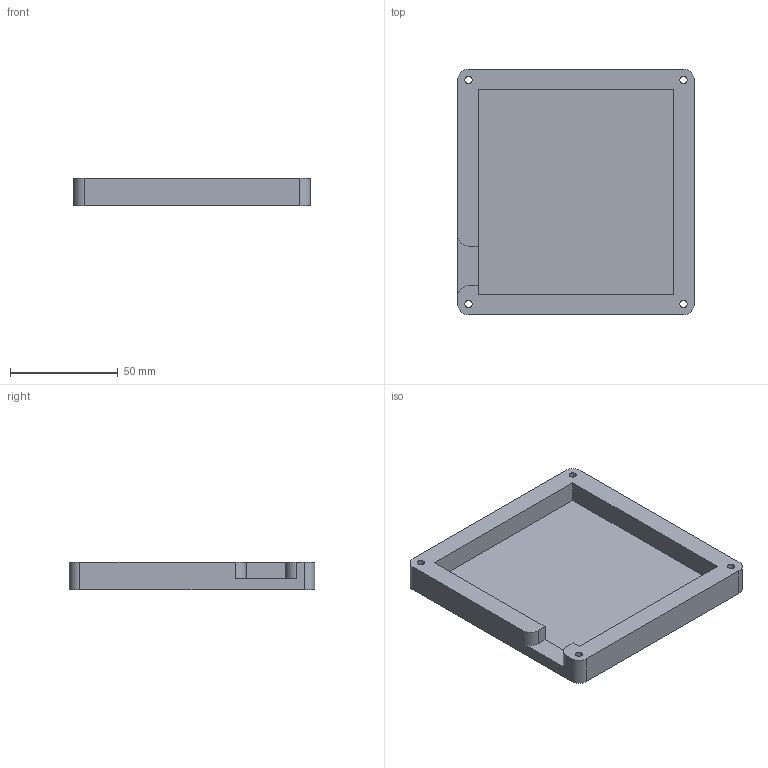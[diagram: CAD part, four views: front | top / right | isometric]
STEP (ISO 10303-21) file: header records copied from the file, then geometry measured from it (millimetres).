
FILE_DESCRIPTION(/* description */ (''),/* implementation_level */ '2;1');
FILE_NAME(/* name */ 'base.step',/* time_stamp */ '2025-06-24T20:44:12+03:00',/* author */ (''),/* organization */ (''),/* preprocessor_version */ 'ST-DEVELOPER v20.1',/* originating_system */ 'Autodesk Translation Framework v14.10.0.0',/* authorisation */ '');
FILE_SCHEMA (('AUTOMOTIVE_DESIGN { 1 0 10303 214 3 1 1 }'));
Length unit declared in the file: millimetre
Products named in the file (2): macropad_base; Itay's keyboard
Bounding box: 110 x 114.25 x 13 mm (x, y, z)
Volume: 74276.2 mm3; surface area: 35033.8 mm2
Topology: 1 solids, 1 shells, 330 faces, 918 edges, 612 vertices
Faces by surface type: bspline 201, plane 115, cylinder 14
Full cylindrical faces by diameter (mm): 3.4 x4, 6 x4
Entity records: 12449 total; most frequent: CARTESIAN_POINT 5280, ORIENTED_EDGE 1836, EDGE_CURVE 918, DIRECTION 808, VERTEX_POINT 612, LINE 488, VECTOR 488, B_SPLINE_CURVE_WITH_KNOTS 402
